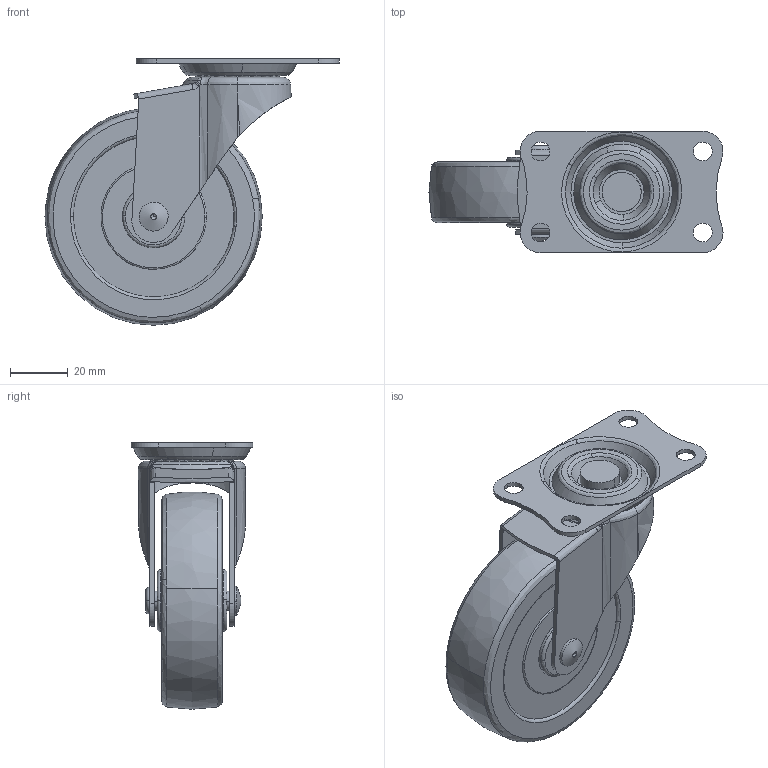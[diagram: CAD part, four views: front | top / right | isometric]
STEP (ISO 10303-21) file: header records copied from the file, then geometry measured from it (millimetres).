
FILE_DESCRIPTION((''),'2;1');
FILE_NAME('','2005-12-16T10:26:14',(''),(''),'','CADfix','');
FILE_SCHEMA(('AUTOMOTIVE_DESIGN'));
Length unit declared in the file: millimetre
Products named in the file (6): body; wheel; mounting plate; main shaft; axle; 320E_R75_2639_36
Assembly tree (5 placements, depth 2):
  320E_R75_2639_36
    body
    wheel
    mounting plate
    main shaft
    axle
Bounding box: 101.5 x 42 x 92 mm (x, y, z)
Volume: 104414.7 mm3; surface area: 33943.3 mm2
Topology: 5 solids, 5 shells, 233 faces, 738 edges, 529 vertices
Faces by surface type: bspline 233
Entity records: 13388 total; most frequent: CARTESIAN_POINT 9420, ORIENTED_EDGE 1466, EDGE_CURVE 733, VERTEX_POINT 529, EDGE_LOOP 270, FACE_OUTER_BOUND 233, ADVANCED_FACE 233, QUASI_UNIFORM_CURVE 141
